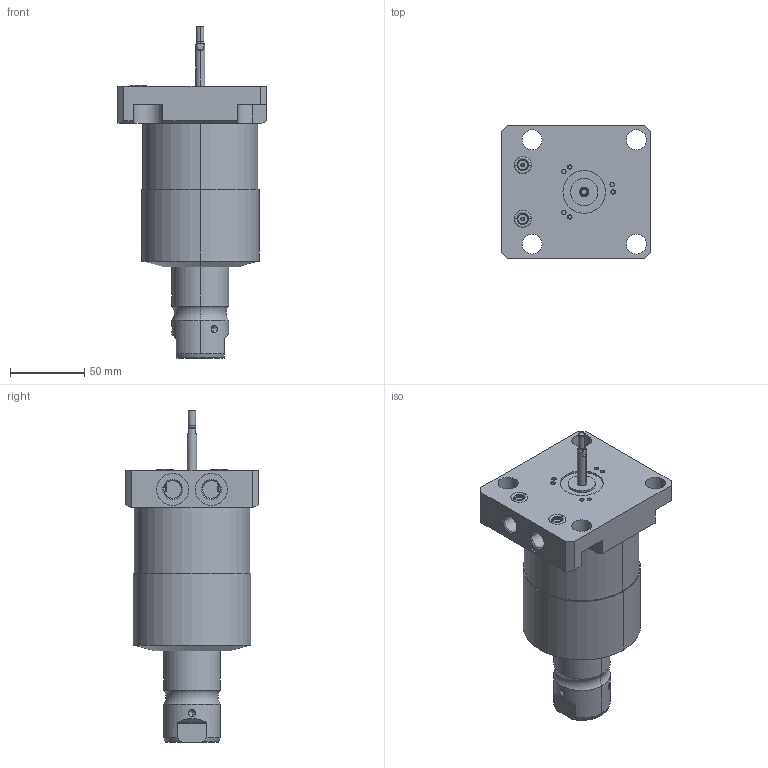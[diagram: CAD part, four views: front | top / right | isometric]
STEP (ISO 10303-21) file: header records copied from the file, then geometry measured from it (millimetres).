
FILE_DESCRIPTION((''),'2;1');
FILE_NAME('ILCM41423322PR','2014-07-09T',('jdw'),(''),'PRO/ENGINEER BY PARAMETRIC TECHNOLOGY CORPORATION, 2013320','PRO/ENGINEER BY PARAMETRIC TECHNOLOGY CORPORATION, 2013320','');
FILE_SCHEMA(('AUTOMOTIVE_DESIGN { 1 0 10303 214 1 1 1 1 }'));
Length unit declared in the file: millimetre
Products named in the file (1): ILCM41423322PR
Bounding box: 100 x 88.9 x 223.16 mm (x, y, z)
Volume: 716096.5 mm3; surface area: 64290.8 mm2
Topology: 1 solids, 9 shells, 179 faces, 447 edges, 288 vertices
Faces by surface type: cylinder 82, plane 65, cone 20, torus 12
Entity records: 5730 total; most frequent: CARTESIAN_POINT 1121, DIRECTION 973, ORIENTED_EDGE 844, EDGE_CURVE 439, AXIS2_PLACEMENT_3D 388, VERTEX_POINT 288, EDGE_LOOP 221, CIRCLE 208
